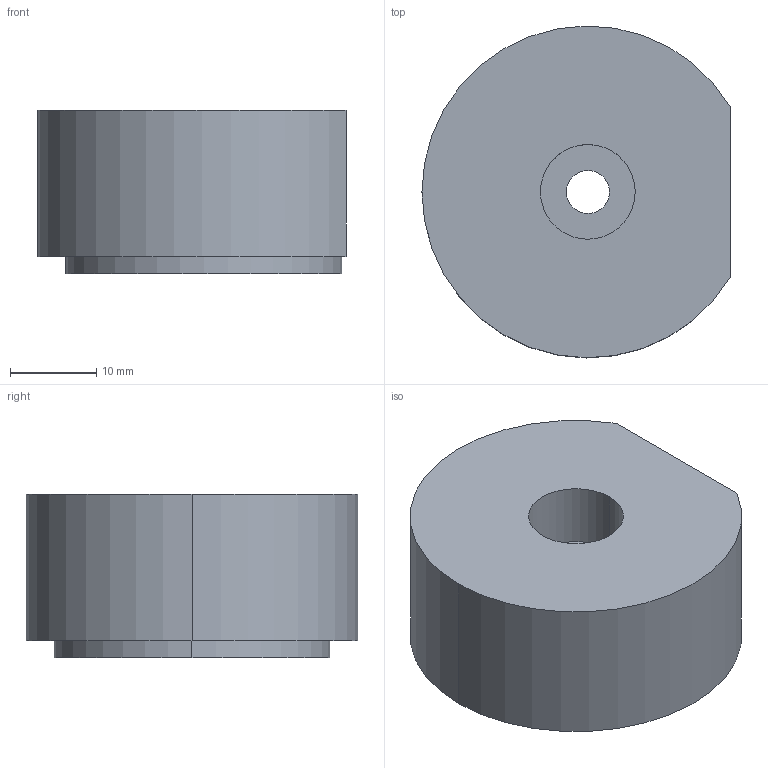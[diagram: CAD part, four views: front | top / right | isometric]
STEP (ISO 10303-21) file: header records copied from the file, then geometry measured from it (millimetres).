
FILE_DESCRIPTION (( 'STEP AP203' ), '1' );
FILE_NAME ('eye-camera-replica.STEP', '2019-10-13T11:42:23', ( '' ), ( '' ), 'SwSTEP 2.0', 'SolidWorks 2013', '' );
FILE_SCHEMA (( 'CONFIG_CONTROL_DESIGN' ));
Length unit declared in the file: millimetre
Products named in the file (1): eye-camera-replica
Bounding box: 35.75 x 38.5 x 19 mm (x, y, z)
Volume: 8398.7 mm3; surface area: 7619.4 mm2
Topology: 1 solids, 1 shells, 66 faces, 152 edges, 100 vertices
Faces by surface type: cylinder 32, plane 32, cone 2
Entity records: 1979 total; most frequent: DIRECTION 360, CARTESIAN_POINT 319, ORIENTED_EDGE 304, EDGE_CURVE 152, AXIS2_PLACEMENT_3D 141, VERTEX_POINT 100, EDGE_LOOP 80, LINE 78
